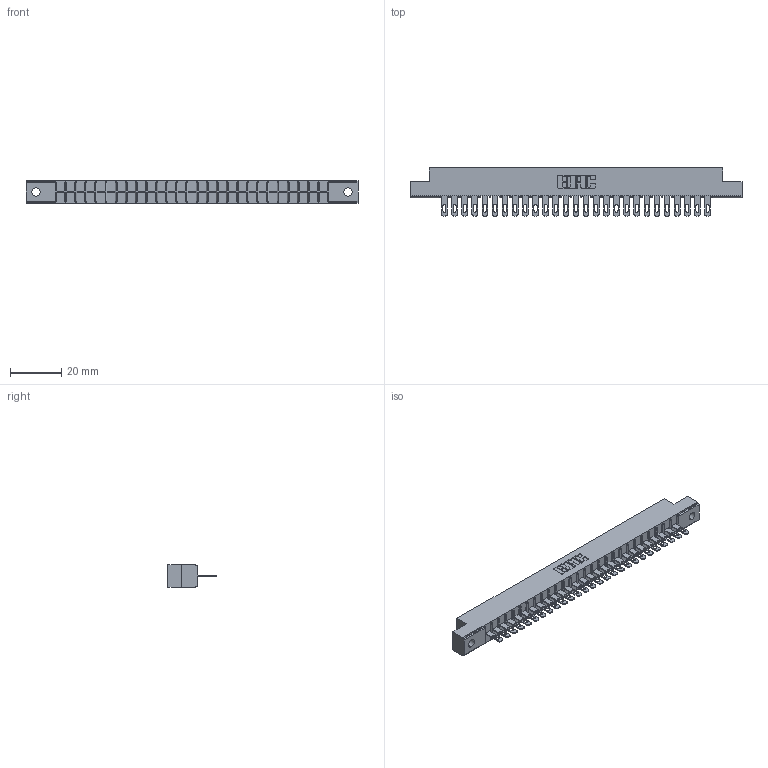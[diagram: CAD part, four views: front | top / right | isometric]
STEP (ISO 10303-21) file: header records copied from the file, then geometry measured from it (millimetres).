
FILE_DESCRIPTION (( 'STEP AP203' ), '1' );
FILE_NAME ('306-027-400-102.STEP', '2020-09-21T23:29:17', ( '' ), ( '' ), 'SwSTEP 2.0', 'SolidWorks 2020', '' );
FILE_SCHEMA (( 'CONFIG_CONTROL_DESIGN' ));
Length unit declared in the file: inch
Products named in the file (3): 306-027-400-102; 306 Part_.128 Dia; 306-290-001_100
Assembly tree (28 placements, depth 2):
  306-027-400-102
    306 Part_.128 Dia
    306-290-001_100  x27
Bounding box: 130 x 18.87 x 8.71 mm (x, y, z)
Volume: 8959 mm3; surface area: 13581.1 mm2
Topology: 28 solids, 28 shells, 2168 faces, 6121 edges, 3934 vertices
Faces by surface type: plane 1418, cylinder 642, sphere 108
Entity records: 27288 total; most frequent: CARTESIAN_POINT 4580, ORIENTED_EDGE 4538, DIRECTION 4519, EDGE_CURVE 2269, LINE 1765, VECTOR 1765, VERTEX_POINT 1438, AXIS2_PLACEMENT_3D 1377
